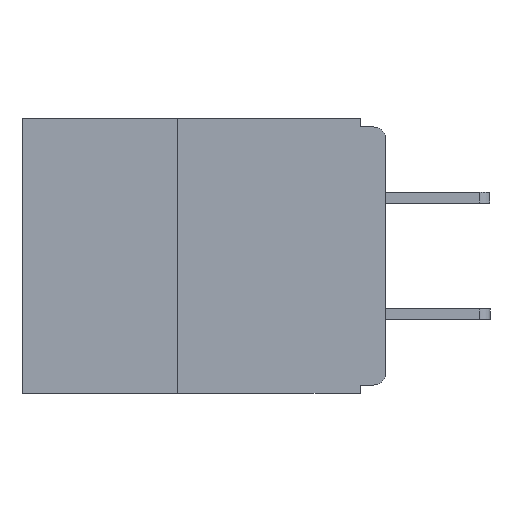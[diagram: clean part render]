
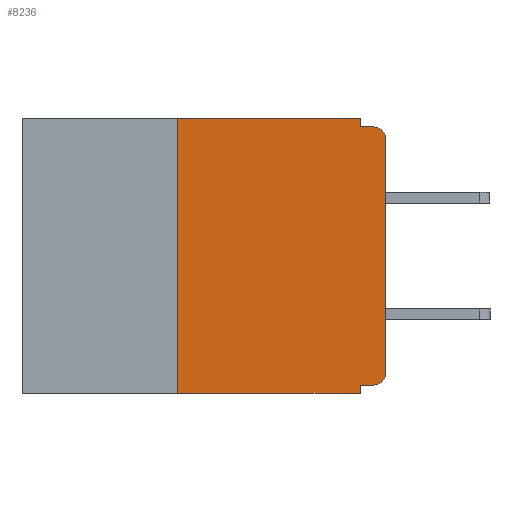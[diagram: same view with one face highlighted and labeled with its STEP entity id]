
A CAD part, left-side view. The second image highlights one B-rep face of the part: STEP entity #8236.
In plain terms, the highlighted planar face has unit normal (-1, 0, 0).
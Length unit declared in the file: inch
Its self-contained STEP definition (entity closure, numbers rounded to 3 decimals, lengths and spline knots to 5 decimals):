
#193 = LINE ( 'NONE', #21845, #4618 ) ;
#617 = EDGE_CURVE ( 'NONE', #16502, #12483, #18516, .T. ) ;
#997 = VECTOR ( 'NONE', #23041, 39.37008 ) ;
#1850 = VERTEX_POINT ( 'NONE', #17440 ) ;
#1870 = PLANE ( 'NONE',  #12331 ) ;
#1927 = ORIENTED_EDGE ( 'NONE', *, *, #617, .F. ) ;
#2078 = DIRECTION ( 'NONE',  ( -1., 0., 0. ) ) ;
#2226 = LINE ( 'NONE', #6942, #16563 ) ;
#2483 = VECTOR ( 'NONE', #11358, 39.37008 ) ;
#2504 = VECTOR ( 'NONE', #18965, 39.37008 ) ;
#2932 = VECTOR ( 'NONE', #4884, 39.37008 ) ;
#2986 = CIRCLE ( 'NONE', #14335, 0.015 ) ;
#3078 = LINE ( 'NONE', #9484, #2483 ) ;
#4125 = ORIENTED_EDGE ( 'NONE', *, *, #18556, .T. ) ;
#4213 = AXIS2_PLACEMENT_3D ( 'NONE', #13357, #2078, #15217 ) ;
#4618 = VECTOR ( 'NONE', #18171, 39.37008 ) ;
#4808 = VERTEX_POINT ( 'NONE', #5041 ) ;
#4884 = DIRECTION ( 'NONE',  ( 0., -1., 0. ) ) ;
#5041 = CARTESIAN_POINT ( 'NONE',  ( 0., 0.031, -0.01 ) ) ;
#5944 = DIRECTION ( 'NONE',  ( -1., 0., 0. ) ) ;
#6910 = EDGE_CURVE ( 'NONE', #4808, #9532, #17800, .T. ) ;
#6942 = CARTESIAN_POINT ( 'NONE',  ( 0., 0.031, -0.33 ) ) ;
#7789 = CARTESIAN_POINT ( 'NONE',  ( 0., 0., -0.305 ) ) ;
#8194 = DIRECTION ( 'NONE',  ( 0., 1., 0. ) ) ;
#8236 = ADVANCED_FACE ( 'NONE', ( #14435 ), #1870, .F. ) ;
#8443 = VERTEX_POINT ( 'NONE', #22947 ) ;
#9484 = CARTESIAN_POINT ( 'NONE',  ( 0., 0.437, 0. ) ) ;
#9492 = DIRECTION ( 'NONE',  ( 1., 0., 0. ) ) ;
#9495 = VECTOR ( 'NONE', #22901, 39.37008 ) ;
#9517 = CARTESIAN_POINT ( 'NONE',  ( 0., 0.015, -0.01 ) ) ;
#9522 = VERTEX_POINT ( 'NONE', #13178 ) ;
#9532 = VERTEX_POINT ( 'NONE', #9517 ) ;
#11007 = LINE ( 'NONE', #21245, #997 ) ;
#11268 = VERTEX_POINT ( 'NONE', #20853 ) ;
#11358 = DIRECTION ( 'NONE',  ( 0., -1., 0. ) ) ;
#12331 = AXIS2_PLACEMENT_3D ( 'NONE', #20474, #9492, #22293 ) ;
#12407 = CARTESIAN_POINT ( 'NONE',  ( 0., 0., -0.01 ) ) ;
#12483 = VERTEX_POINT ( 'NONE', #18782 ) ;
#12979 = ORIENTED_EDGE ( 'NONE', *, *, #20365, .F. ) ;
#13178 = CARTESIAN_POINT ( 'NONE',  ( 0., 0.25, 0. ) ) ;
#13290 = ORIENTED_EDGE ( 'NONE', *, *, #19912, .F. ) ;
#13357 = CARTESIAN_POINT ( 'NONE',  ( 0., 0.015, -0.025 ) ) ;
#13699 = ORIENTED_EDGE ( 'NONE', *, *, #15066, .F. ) ;
#14335 = AXIS2_PLACEMENT_3D ( 'NONE', #17092, #5944, #18914 ) ;
#14435 = FACE_OUTER_BOUND ( 'NONE', #21607, .T. ) ;
#14472 = EDGE_CURVE ( 'NONE', #21045, #1850, #193, .T. ) ;
#14675 = ORIENTED_EDGE ( 'NONE', *, *, #6910, .F. ) ;
#15019 = LINE ( 'NONE', #21095, #9495 ) ;
#15066 = EDGE_CURVE ( 'NONE', #12483, #19394, #2226, .T. ) ;
#15217 = DIRECTION ( 'NONE',  ( 0., 0., -1. ) ) ;
#16319 = DIRECTION ( 'NONE',  ( 0., 0., -1. ) ) ;
#16502 = VERTEX_POINT ( 'NONE', #19180 ) ;
#16563 = VECTOR ( 'NONE', #16319, 39.37008 ) ;
#17092 = CARTESIAN_POINT ( 'NONE',  ( 0., 0.015, -0.305 ) ) ;
#17406 = LINE ( 'NONE', #20731, #2504 ) ;
#17440 = CARTESIAN_POINT ( 'NONE',  ( 0., 0., -0.025 ) ) ;
#17488 = EDGE_CURVE ( 'NONE', #8443, #19394, #11007, .T. ) ;
#17800 = LINE ( 'NONE', #12407, #2932 ) ;
#18171 = DIRECTION ( 'NONE',  ( 0., 0., 1. ) ) ;
#18516 = LINE ( 'NONE', #23790, #22775 ) ;
#18556 = EDGE_CURVE ( 'NONE', #16502, #21045, #2986, .T. ) ;
#18698 = EDGE_CURVE ( 'NONE', #8443, #9522, #15019, .T. ) ;
#18782 = CARTESIAN_POINT ( 'NONE',  ( 0., 0.031, -0.32 ) ) ;
#18914 = DIRECTION ( 'NONE',  ( 0., 0., -1. ) ) ;
#18965 = DIRECTION ( 'NONE',  ( 0., 0., -1. ) ) ;
#19180 = CARTESIAN_POINT ( 'NONE',  ( 0., 0.015, -0.32 ) ) ;
#19394 = VERTEX_POINT ( 'NONE', #19839 ) ;
#19839 = CARTESIAN_POINT ( 'NONE',  ( 0., 0.031, -0.33 ) ) ;
#19912 = EDGE_CURVE ( 'NONE', #11268, #4808, #17406, .T. ) ;
#20304 = ORIENTED_EDGE ( 'NONE', *, *, #14472, .T. ) ;
#20334 = ORIENTED_EDGE ( 'NONE', *, *, #18698, .F. ) ;
#20365 = EDGE_CURVE ( 'NONE', #9522, #11268, #3078, .T. ) ;
#20474 = CARTESIAN_POINT ( 'NONE',  ( 0., 0.437, 0. ) ) ;
#20731 = CARTESIAN_POINT ( 'NONE',  ( 0., 0.031, 0. ) ) ;
#20853 = CARTESIAN_POINT ( 'NONE',  ( 0., 0.031, 0. ) ) ;
#21031 = EDGE_CURVE ( 'NONE', #1850, #9532, #22453, .T. ) ;
#21045 = VERTEX_POINT ( 'NONE', #7789 ) ;
#21095 = CARTESIAN_POINT ( 'NONE',  ( 0., 0.25, -0.33 ) ) ;
#21245 = CARTESIAN_POINT ( 'NONE',  ( 0., 0.437, -0.33 ) ) ;
#21607 = EDGE_LOOP ( 'NONE', ( #20304, #21633, #14675, #13290, #12979, #20334, #23641, #13699, #1927, #4125 ) ) ;
#21633 = ORIENTED_EDGE ( 'NONE', *, *, #21031, .T. ) ;
#21845 = CARTESIAN_POINT ( 'NONE',  ( 0., 0., 0. ) ) ;
#22293 = DIRECTION ( 'NONE',  ( 0., 0., -1. ) ) ;
#22453 = CIRCLE ( 'NONE', #4213, 0.015 ) ;
#22775 = VECTOR ( 'NONE', #8194, 39.37008 ) ;
#22901 = DIRECTION ( 'NONE',  ( 0., 0., 1. ) ) ;
#22947 = CARTESIAN_POINT ( 'NONE',  ( 0., 0.25, -0.33 ) ) ;
#23041 = DIRECTION ( 'NONE',  ( 0., -1., 0. ) ) ;
#23641 = ORIENTED_EDGE ( 'NONE', *, *, #17488, .T. ) ;
#23790 = CARTESIAN_POINT ( 'NONE',  ( 0., 0., -0.32 ) ) ;
